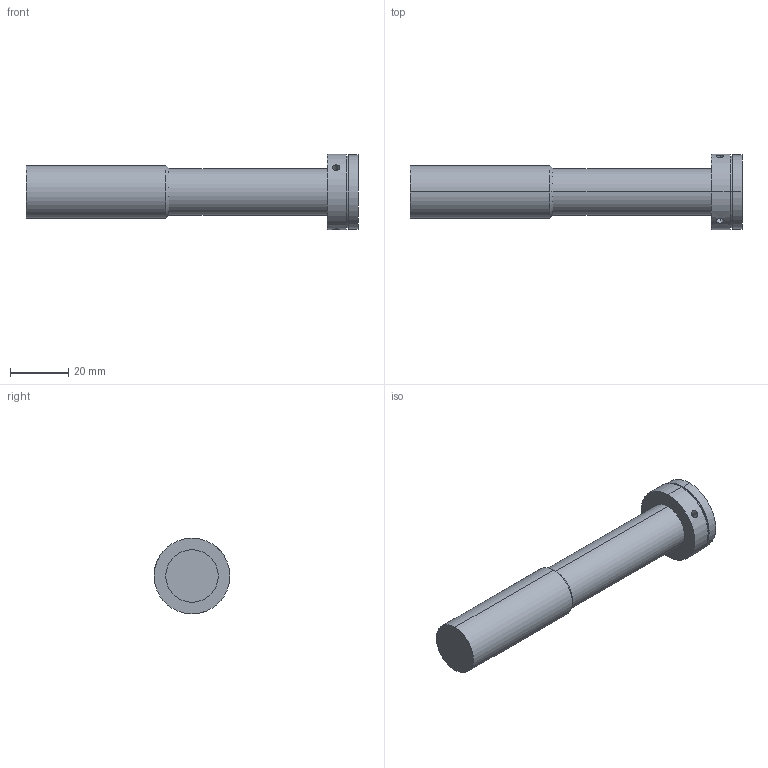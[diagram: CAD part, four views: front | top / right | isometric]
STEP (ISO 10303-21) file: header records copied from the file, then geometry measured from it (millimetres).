
FILE_DESCRIPTION (( 'STEP AP203' ), '1' );
FILE_NAME ('WWL10-110AT.STEP', '2019-12-03T06:30:20', ( 'Windows 蚚誧' ), ( '' ), 'SwSTEP 2.0', 'SolidWorks 2017', '' );
FILE_SCHEMA (( 'CONFIG_CONTROL_DESIGN' ));
Length unit declared in the file: millimetre
Products named in the file (1): WWL10-110AT
Bounding box: 113.82 x 26 x 26 mm (x, y, z)
Volume: 27870.7 mm3; surface area: 7708.7 mm2
Topology: 1 solids, 1 shells, 34 faces, 66 edges, 42 vertices
Faces by surface type: cylinder 18, cone 9, plane 7
Entity records: 1141 total; most frequent: CARTESIAN_POINT 359, DIRECTION 154, ORIENTED_EDGE 132, EDGE_CURVE 66, AXIS2_PLACEMENT_3D 65, VERTEX_POINT 42, EDGE_LOOP 42, FACE_OUTER_BOUND 34
